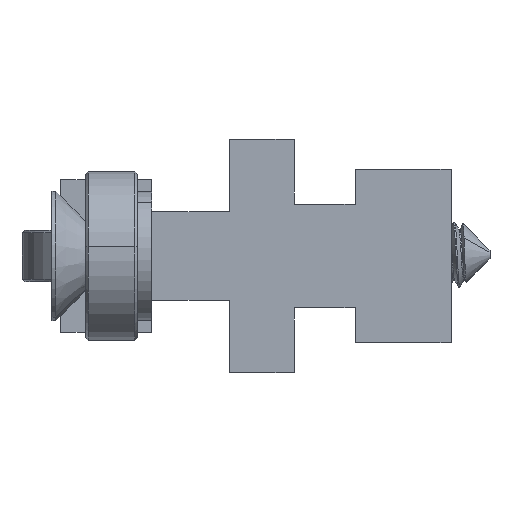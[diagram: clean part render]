
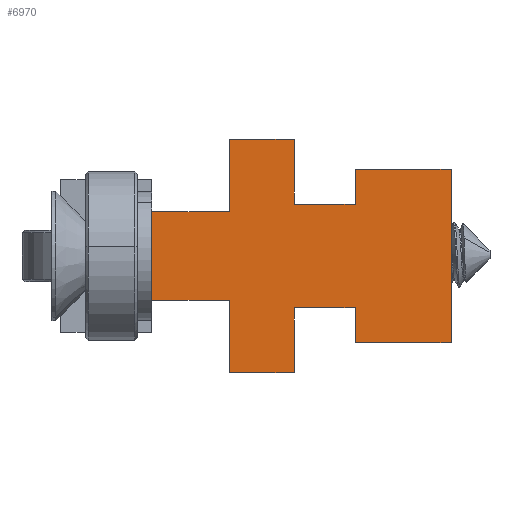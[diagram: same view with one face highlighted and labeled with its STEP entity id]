
A CAD part, left-side view. The second image highlights one B-rep face of the part: STEP entity #6970.
In plain terms, the highlighted planar face has unit normal (-1, 0, 0).
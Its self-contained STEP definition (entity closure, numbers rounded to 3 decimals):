
#99 = VECTOR ( 'NONE', #6272, 1000. ) ;
#118 = AXIS2_PLACEMENT_3D ( 'NONE', #579, #4805, #7884 ) ;
#123 = CARTESIAN_POINT ( 'NONE',  ( 39.5, 17.1, 3.4 ) ) ;
#167 = LINE ( 'NONE', #3077, #415 ) ;
#195 = VERTEX_POINT ( 'NONE', #9255 ) ;
#251 = EDGE_CURVE ( 'NONE', #782, #1962, #7202, .T. ) ;
#366 = EDGE_CURVE ( 'NONE', #2835, #9036, #6536, .T. ) ;
#377 = EDGE_CURVE ( 'NONE', #7005, #6761, #8710, .T. ) ;
#383 = CARTESIAN_POINT ( 'NONE',  ( 39.5, 23.1, -30.1 ) ) ;
#390 = VECTOR ( 'NONE', #4573, 1000. ) ;
#415 = VECTOR ( 'NONE', #8192, 1000. ) ;
#420 = CARTESIAN_POINT ( 'NONE',  ( 39.5, 17.1, -3.4 ) ) ;
#460 = DIRECTION ( 'NONE',  ( 0., 0., 1. ) ) ;
#510 = CARTESIAN_POINT ( 'NONE',  ( 39.5, 0., 6.7 ) ) ;
#579 = CARTESIAN_POINT ( 'NONE',  ( 39.5, 0., 0. ) ) ;
#583 = LINE ( 'NONE', #6402, #8527 ) ;
#587 = ORIENTED_EDGE ( 'NONE', *, *, #251, .T. ) ;
#612 = VECTOR ( 'NONE', #3299, 1000. ) ;
#623 = EDGE_CURVE ( 'NONE', #9036, #720, #5602, .T. ) ;
#624 = CARTESIAN_POINT ( 'NONE',  ( 39.5, 12.1, 9. ) ) ;
#663 = EDGE_CURVE ( 'NONE', #195, #2835, #9239, .T. ) ;
#674 = ORIENTED_EDGE ( 'NONE', *, *, #7891, .F. ) ;
#698 = VERTEX_POINT ( 'NONE', #6232 ) ;
#720 = VERTEX_POINT ( 'NONE', #7099 ) ;
#782 = VERTEX_POINT ( 'NONE', #7917 ) ;
#823 = ORIENTED_EDGE ( 'NONE', *, *, #7735, .T. ) ;
#845 = ORIENTED_EDGE ( 'NONE', *, *, #623, .T. ) ;
#894 = CARTESIAN_POINT ( 'NONE',  ( 39.5, 12.1, -9. ) ) ;
#934 = DIRECTION ( 'NONE',  ( 0., -1., 0. ) ) ;
#1041 = DIRECTION ( 'NONE',  ( 0., 0., -1. ) ) ;
#1057 = VERTEX_POINT ( 'NONE', #8310 ) ;
#1113 = CARTESIAN_POINT ( 'NONE',  ( 39.5, 0., -6.7 ) ) ;
#1161 = CARTESIAN_POINT ( 'NONE',  ( 39.5, 17.1, 9. ) ) ;
#1390 = VERTEX_POINT ( 'NONE', #2251 ) ;
#1619 = VECTOR ( 'NONE', #4940, 1000. ) ;
#1954 = EDGE_CURVE ( 'NONE', #2408, #782, #6629, .T. ) ;
#1962 = VERTEX_POINT ( 'NONE', #894 ) ;
#1965 = EDGE_CURVE ( 'NONE', #6761, #9106, #2414, .T. ) ;
#1988 = DIRECTION ( 'NONE',  ( 0., 0., 1. ) ) ;
#2051 = LINE ( 'NONE', #624, #4527 ) ;
#2251 = CARTESIAN_POINT ( 'NONE',  ( 39.5, 23.1, -3.4 ) ) ;
#2408 = VERTEX_POINT ( 'NONE', #4313 ) ;
#2412 = LINE ( 'NONE', #6231, #3076 ) ;
#2414 = LINE ( 'NONE', #8151, #7858 ) ;
#2508 = VECTOR ( 'NONE', #1041, 1000. ) ;
#2611 = DIRECTION ( 'NONE',  ( 0., 0., 1. ) ) ;
#2771 = DIRECTION ( 'NONE',  ( 0., -1., 0. ) ) ;
#2806 = VECTOR ( 'NONE', #6585, 1000. ) ;
#2835 = VERTEX_POINT ( 'NONE', #3629 ) ;
#2844 = LINE ( 'NONE', #4883, #5421 ) ;
#3076 = VECTOR ( 'NONE', #934, 1000. ) ;
#3077 = CARTESIAN_POINT ( 'NONE',  ( 39.5, 12.1, 4. ) ) ;
#3299 = DIRECTION ( 'NONE',  ( 0., 0., -1. ) ) ;
#3344 = EDGE_CURVE ( 'NONE', #3980, #195, #8214, .T. ) ;
#3410 = VECTOR ( 'NONE', #460, 1000. ) ;
#3519 = LINE ( 'NONE', #420, #1619 ) ;
#3528 = DIRECTION ( 'NONE',  ( 0., -1., 0. ) ) ;
#3559 = EDGE_CURVE ( 'NONE', #698, #7562, #167, .T. ) ;
#3605 = EDGE_CURVE ( 'NONE', #1962, #3980, #2844, .T. ) ;
#3629 = CARTESIAN_POINT ( 'NONE',  ( 39.5, 7.4, -6.7 ) ) ;
#3764 = CARTESIAN_POINT ( 'NONE',  ( 39.5, 17.1, -9. ) ) ;
#3920 = CARTESIAN_POINT ( 'NONE',  ( 39.5, 7.4, -4. ) ) ;
#3980 = VERTEX_POINT ( 'NONE', #5489 ) ;
#4254 = ORIENTED_EDGE ( 'NONE', *, *, #377, .F. ) ;
#4313 = CARTESIAN_POINT ( 'NONE',  ( 39.5, 17.1, -3.4 ) ) ;
#4510 = DIRECTION ( 'NONE',  ( 0., 0., 1. ) ) ;
#4527 = VECTOR ( 'NONE', #2771, 1000. ) ;
#4573 = DIRECTION ( 'NONE',  ( 0., -1., 0. ) ) ;
#4780 = LINE ( 'NONE', #7138, #99 ) ;
#4805 = DIRECTION ( 'NONE',  ( -1., 0., 0. ) ) ;
#4883 = CARTESIAN_POINT ( 'NONE',  ( 39.5, 12.1, -4. ) ) ;
#4940 = DIRECTION ( 'NONE',  ( 0., -1., 0. ) ) ;
#5141 = EDGE_CURVE ( 'NONE', #1390, #2408, #3519, .T. ) ;
#5215 = ORIENTED_EDGE ( 'NONE', *, *, #3344, .T. ) ;
#5421 = VECTOR ( 'NONE', #1988, 1000. ) ;
#5431 = ORIENTED_EDGE ( 'NONE', *, *, #5560, .F. ) ;
#5489 = CARTESIAN_POINT ( 'NONE',  ( 39.5, 12.1, -4. ) ) ;
#5560 = EDGE_CURVE ( 'NONE', #7562, #9098, #4780, .T. ) ;
#5602 = LINE ( 'NONE', #510, #3410 ) ;
#5629 = CARTESIAN_POINT ( 'NONE',  ( 39.5, 7.4, 4. ) ) ;
#5704 = CARTESIAN_POINT ( 'NONE',  ( 39.5, 12.1, -9. ) ) ;
#5799 = CARTESIAN_POINT ( 'NONE',  ( 39.5, 17.1, 3.4 ) ) ;
#5888 = ORIENTED_EDGE ( 'NONE', *, *, #6976, .F. ) ;
#5906 = CARTESIAN_POINT ( 'NONE',  ( 39.5, 12.1, 4. ) ) ;
#6128 = EDGE_LOOP ( 'NONE', ( #8408, #4254, #823, #8434, #7030, #587, #6703, #5215, #6388, #8311, #845, #674, #7705, #5431, #8243, #5888 ) ) ;
#6231 = CARTESIAN_POINT ( 'NONE',  ( 39.5, 0., 6.7 ) ) ;
#6232 = CARTESIAN_POINT ( 'NONE',  ( 39.5, 12.1, 9. ) ) ;
#6272 = DIRECTION ( 'NONE',  ( 0., -1., 0. ) ) ;
#6388 = ORIENTED_EDGE ( 'NONE', *, *, #663, .T. ) ;
#6395 = FACE_OUTER_BOUND ( 'NONE', #6128, .T. ) ;
#6402 = CARTESIAN_POINT ( 'NONE',  ( 39.5, 7.4, 6.7 ) ) ;
#6439 = DIRECTION ( 'NONE',  ( 0., -1., 0. ) ) ;
#6465 = VECTOR ( 'NONE', #6439, 1000. ) ;
#6536 = LINE ( 'NONE', #7879, #8888 ) ;
#6585 = DIRECTION ( 'NONE',  ( 0., -1., 0. ) ) ;
#6629 = LINE ( 'NONE', #3764, #2508 ) ;
#6703 = ORIENTED_EDGE ( 'NONE', *, *, #3605, .T. ) ;
#6761 = VERTEX_POINT ( 'NONE', #123 ) ;
#6926 = LINE ( 'NONE', #383, #612 ) ;
#6970 = ADVANCED_FACE ( 'NONE', ( #6395 ), #9304, .T. ) ;
#6976 = EDGE_CURVE ( 'NONE', #9106, #698, #2051, .T. ) ;
#7005 = VERTEX_POINT ( 'NONE', #7022 ) ;
#7022 = CARTESIAN_POINT ( 'NONE',  ( 39.5, 23.1, 3.4 ) ) ;
#7030 = ORIENTED_EDGE ( 'NONE', *, *, #1954, .T. ) ;
#7099 = CARTESIAN_POINT ( 'NONE',  ( 39.5, 0., 6.7 ) ) ;
#7138 = CARTESIAN_POINT ( 'NONE',  ( 39.5, 7.4, 4. ) ) ;
#7202 = LINE ( 'NONE', #5704, #2806 ) ;
#7562 = VERTEX_POINT ( 'NONE', #5906 ) ;
#7705 = ORIENTED_EDGE ( 'NONE', *, *, #7811, .F. ) ;
#7735 = EDGE_CURVE ( 'NONE', #7005, #1390, #6926, .T. ) ;
#7811 = EDGE_CURVE ( 'NONE', #9098, #1057, #583, .T. ) ;
#7845 = VECTOR ( 'NONE', #9042, 1000. ) ;
#7858 = VECTOR ( 'NONE', #4510, 1000. ) ;
#7879 = CARTESIAN_POINT ( 'NONE',  ( 39.5, 0., -6.7 ) ) ;
#7884 = DIRECTION ( 'NONE',  ( 0., 0., 1. ) ) ;
#7891 = EDGE_CURVE ( 'NONE', #1057, #720, #2412, .T. ) ;
#7917 = CARTESIAN_POINT ( 'NONE',  ( 39.5, 17.1, -9. ) ) ;
#8151 = CARTESIAN_POINT ( 'NONE',  ( 39.5, 17.1, 9. ) ) ;
#8192 = DIRECTION ( 'NONE',  ( 0., 0., -1. ) ) ;
#8214 = LINE ( 'NONE', #3920, #390 ) ;
#8243 = ORIENTED_EDGE ( 'NONE', *, *, #3559, .F. ) ;
#8310 = CARTESIAN_POINT ( 'NONE',  ( 39.5, 7.4, 6.7 ) ) ;
#8311 = ORIENTED_EDGE ( 'NONE', *, *, #366, .T. ) ;
#8408 = ORIENTED_EDGE ( 'NONE', *, *, #1965, .F. ) ;
#8434 = ORIENTED_EDGE ( 'NONE', *, *, #5141, .T. ) ;
#8527 = VECTOR ( 'NONE', #2611, 1000. ) ;
#8710 = LINE ( 'NONE', #5799, #6465 ) ;
#8888 = VECTOR ( 'NONE', #3528, 1000. ) ;
#9036 = VERTEX_POINT ( 'NONE', #1113 ) ;
#9042 = DIRECTION ( 'NONE',  ( 0., 0., -1. ) ) ;
#9098 = VERTEX_POINT ( 'NONE', #5629 ) ;
#9106 = VERTEX_POINT ( 'NONE', #1161 ) ;
#9188 = CARTESIAN_POINT ( 'NONE',  ( 39.5, 7.4, -6.7 ) ) ;
#9239 = LINE ( 'NONE', #9188, #7845 ) ;
#9255 = CARTESIAN_POINT ( 'NONE',  ( 39.5, 7.4, -4. ) ) ;
#9304 = PLANE ( 'NONE',  #118 ) ;
